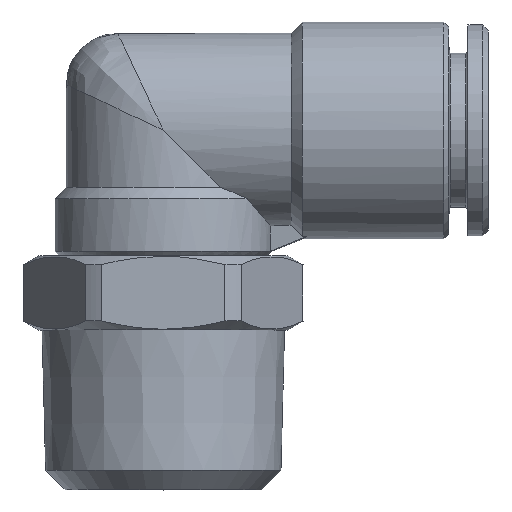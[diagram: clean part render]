
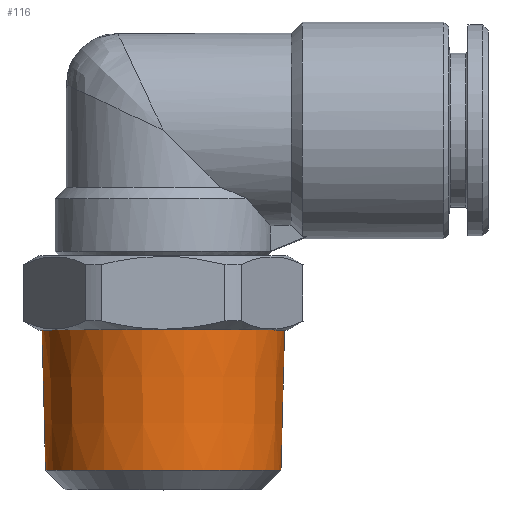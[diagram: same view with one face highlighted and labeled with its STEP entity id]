
A CAD part, top view. The second image highlights one B-rep face of the part: STEP entity #116.
In plain terms, the highlighted conical face has half-angle 1.47 degrees and reference radius 10.626 mm.
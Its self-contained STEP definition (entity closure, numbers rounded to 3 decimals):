
#116 = ADVANCED_FACE( 'NONE', ( #225, #226 ), #227, .T. );
#225 = FACE_OUTER_BOUND( '', #495, .T. );
#226 = FACE_BOUND( '', #496, .T. );
#227 = CONICAL_SURFACE( '', #497, 10.626, 0.026 );
#495 = EDGE_LOOP( '', ( #828 ) );
#496 = EDGE_LOOP( '', ( #829 ) );
#497 = AXIS2_PLACEMENT_3D( '', #830, #831, #832 );
#828 = ORIENTED_EDGE( '', *, *, #993, .F. );
#829 = ORIENTED_EDGE( '', *, *, #994, .T. );
#830 = CARTESIAN_POINT( '', ( 0., 14., 0. ) );
#831 = DIRECTION( '', ( 0., 1., 0. ) );
#832 = DIRECTION( '', ( -1., 0., 0. ) );
#993 = EDGE_CURVE( 'NONE', #1290, #1290, #1291, .T. );
#994 = EDGE_CURVE( 'NONE', #1292, #1292, #1293, .T. );
#1290 = VERTEX_POINT( '', #1806 );
#1291 = CIRCLE( '', #1807, 10.626 );
#1292 = VERTEX_POINT( '', #1808 );
#1293 = CIRCLE( '', #1809, 10.311 );
#1806 = CARTESIAN_POINT( '', ( -10.626, 14., 0. ) );
#1807 = AXIS2_PLACEMENT_3D( '', #2044, #2045, #2046 );
#1808 = CARTESIAN_POINT( '', ( -10.311, 1.7, 0. ) );
#1809 = AXIS2_PLACEMENT_3D( '', #2047, #2048, #2049 );
#2044 = CARTESIAN_POINT( '', ( 0., 14., 0. ) );
#2045 = DIRECTION( '', ( 0., 1., 0. ) );
#2046 = DIRECTION( '', ( -1., 0., 0. ) );
#2047 = CARTESIAN_POINT( '', ( 0., 1.7, 0. ) );
#2048 = DIRECTION( '', ( 0., 1., 0. ) );
#2049 = DIRECTION( '', ( -1., 0., 0. ) );
